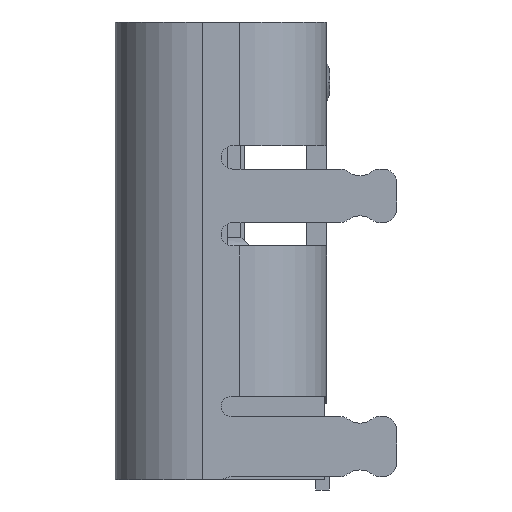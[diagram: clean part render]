
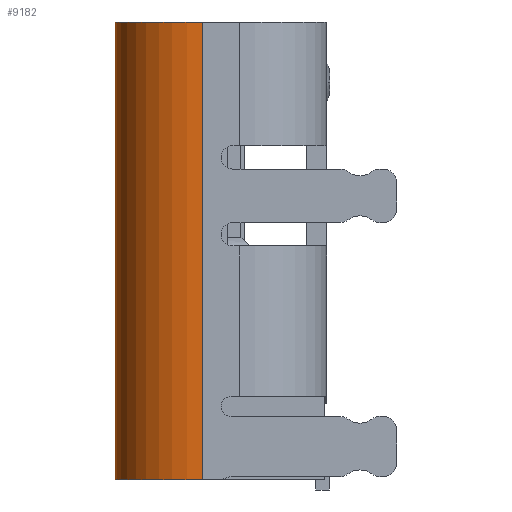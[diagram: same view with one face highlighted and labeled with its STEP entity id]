
A CAD part, left-side view. The second image highlights one B-rep face of the part: STEP entity #9182.
In plain terms, the highlighted cylindrical face has radius 1.3 mm (diameter 2.6 mm), a partial arc.
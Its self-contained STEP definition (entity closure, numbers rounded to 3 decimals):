
#1921=DIRECTION('',(0.,0.,-1.));
#1922=VECTOR('',#1921,6.85);
#1923=CARTESIAN_POINT('',(-4.47,-1.,0.));
#1924=LINE('',#1923,#1922);
#1925=DIRECTION('',(0.,0.,1.));
#1926=VECTOR('',#1925,6.85);
#1927=CARTESIAN_POINT('',(-3.17,0.3,-6.85));
#1928=LINE('',#1927,#1926);
#3289=CARTESIAN_POINT('',(-3.17,-1.,0.));
#3290=DIRECTION('',(0.,0.,-1.));
#3291=DIRECTION('',(-1.,0.,0.));
#3292=AXIS2_PLACEMENT_3D('',#3289,#3290,#3291);
#3315=CARTESIAN_POINT('',(-3.17,-1.,-6.85));
#3316=DIRECTION('',(0.,0.,1.));
#3317=DIRECTION('',(0.,1.,0.));
#3318=AXIS2_PLACEMENT_3D('',#3315,#3316,#3317);
#5721=CARTESIAN_POINT('',(-3.17,0.3,0.));
#5722=VERTEX_POINT('',#5721);
#5819=CARTESIAN_POINT('',(-3.17,0.3,-6.85));
#5820=VERTEX_POINT('',#5819);
#5969=CARTESIAN_POINT('',(-4.47,-1.,0.));
#5970=CARTESIAN_POINT('',(-4.47,-1.,-6.85));
#5971=VERTEX_POINT('',#5969);
#5972=VERTEX_POINT('',#5970);
#9168=CARTESIAN_POINT('',(-3.17,-1.,0.));
#9169=DIRECTION('',(0.,0.,-1.));
#9170=DIRECTION('',(-1.,0.,0.));
#9171=AXIS2_PLACEMENT_3D('',#9168,#9169,#9170);
#9172=CYLINDRICAL_SURFACE('',#9171,1.3);
#9174=ORIENTED_EDGE('',*,*,#9173,.T.);
#9176=ORIENTED_EDGE('',*,*,#9175,.F.);
#9177=ORIENTED_EDGE('',*,*,#8544,.T.);
#9179=ORIENTED_EDGE('',*,*,#9178,.F.);
#9180=EDGE_LOOP('',(#9174,#9176,#9177,#9179));
#9181=FACE_OUTER_BOUND('',#9180,.F.);
#3293=CIRCLE('',#3292,1.3);
#3319=CIRCLE('',#3318,1.3);
#8544=EDGE_CURVE('',#5820,#5722,#1928,.T.);
#9173=EDGE_CURVE('',#5971,#5972,#1924,.T.);
#9175=EDGE_CURVE('',#5820,#5972,#3319,.T.);
#9178=EDGE_CURVE('',#5971,#5722,#3293,.T.);
#9182=ADVANCED_FACE('',(#9181),#9172,.T.);
